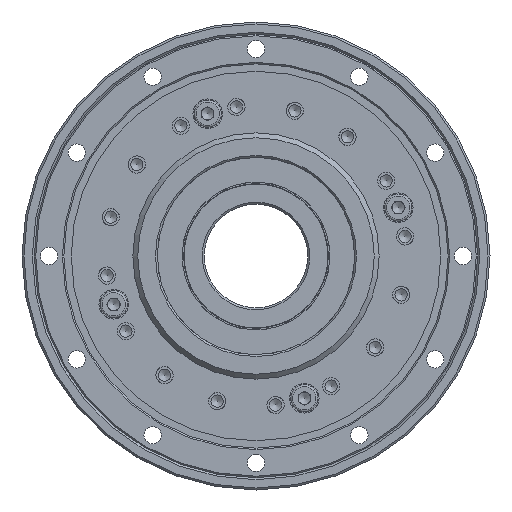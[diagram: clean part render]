
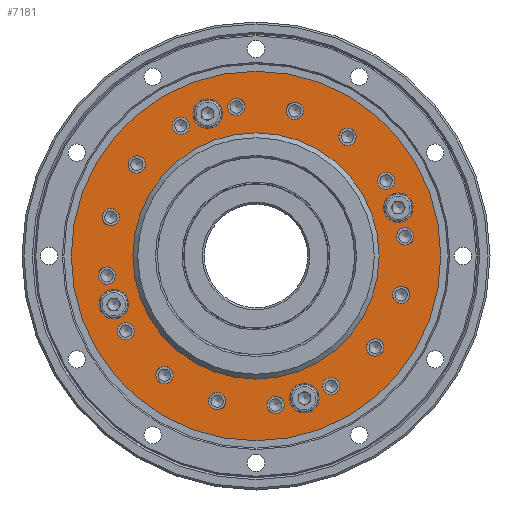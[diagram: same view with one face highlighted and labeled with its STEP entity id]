
A CAD part, front view. The second image highlights one B-rep face of the part: STEP entity #7181.
In plain terms, the highlighted face is planar.
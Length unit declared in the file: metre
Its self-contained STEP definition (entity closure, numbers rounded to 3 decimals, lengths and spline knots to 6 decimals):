
#1676=ORIENTED_EDGE('',*,*,#2845,.T.);
#1677=ORIENTED_EDGE('',*,*,#2846,.F.);
#1678=ORIENTED_EDGE('',*,*,#2847,.F.);
#1679=ORIENTED_EDGE('',*,*,#2848,.F.);
#1680=ORIENTED_EDGE('',*,*,#2849,.F.);
#1681=ORIENTED_EDGE('',*,*,#2850,.F.);
#1682=ORIENTED_EDGE('',*,*,#2851,.F.);
#1683=ORIENTED_EDGE('',*,*,#2852,.F.);
#1684=ORIENTED_EDGE('',*,*,#2853,.F.);
#1685=ORIENTED_EDGE('',*,*,#2854,.F.);
#1686=ORIENTED_EDGE('',*,*,#2855,.F.);
#1687=ORIENTED_EDGE('',*,*,#2856,.F.);
#1688=ORIENTED_EDGE('',*,*,#2857,.F.);
#1689=ORIENTED_EDGE('',*,*,#2858,.F.);
#1690=ORIENTED_EDGE('',*,*,#2859,.F.);
#1691=ORIENTED_EDGE('',*,*,#2860,.F.);
#1692=ORIENTED_EDGE('',*,*,#2861,.F.);
#1693=ORIENTED_EDGE('',*,*,#2862,.F.);
#1694=ORIENTED_EDGE('',*,*,#2863,.F.);
#1695=ORIENTED_EDGE('',*,*,#2864,.F.);
#1696=ORIENTED_EDGE('',*,*,#2865,.F.);
#1697=ORIENTED_EDGE('',*,*,#2866,.F.);
#2845=EDGE_CURVE('',#3546,#3546,#4210,.T.);
#2846=EDGE_CURVE('',#3547,#3547,#4211,.T.);
#2847=EDGE_CURVE('',#3548,#3548,#4212,.T.);
#2848=EDGE_CURVE('',#3549,#3549,#4213,.T.);
#2849=EDGE_CURVE('',#3550,#3550,#4214,.T.);
#2850=EDGE_CURVE('',#3551,#3551,#4215,.T.);
#2851=EDGE_CURVE('',#3552,#3552,#4216,.T.);
#2852=EDGE_CURVE('',#3553,#3553,#4217,.T.);
#2853=EDGE_CURVE('',#3554,#3554,#4218,.T.);
#2854=EDGE_CURVE('',#3555,#3555,#4219,.T.);
#2855=EDGE_CURVE('',#3556,#3556,#4220,.T.);
#2856=EDGE_CURVE('',#3557,#3557,#4221,.T.);
#2857=EDGE_CURVE('',#3558,#3558,#4222,.T.);
#2858=EDGE_CURVE('',#3559,#3559,#4223,.T.);
#2859=EDGE_CURVE('',#3560,#3560,#4224,.T.);
#2860=EDGE_CURVE('',#3561,#3561,#4225,.T.);
#2861=EDGE_CURVE('',#3562,#3562,#4226,.T.);
#2862=EDGE_CURVE('',#3563,#3563,#4227,.T.);
#2863=EDGE_CURVE('',#3564,#3564,#4228,.T.);
#2864=EDGE_CURVE('',#3565,#3565,#4229,.T.);
#2865=EDGE_CURVE('',#3566,#3566,#4230,.T.);
#2866=EDGE_CURVE('',#3567,#3567,#4231,.T.);
#3546=VERTEX_POINT('',#12369);
#3547=VERTEX_POINT('',#12371);
#3548=VERTEX_POINT('',#12373);
#3549=VERTEX_POINT('',#12375);
#3550=VERTEX_POINT('',#12377);
#3551=VERTEX_POINT('',#12379);
#3552=VERTEX_POINT('',#12381);
#3553=VERTEX_POINT('',#12383);
#3554=VERTEX_POINT('',#12385);
#3555=VERTEX_POINT('',#12387);
#3556=VERTEX_POINT('',#12389);
#3557=VERTEX_POINT('',#12391);
#3558=VERTEX_POINT('',#12393);
#3559=VERTEX_POINT('',#12395);
#3560=VERTEX_POINT('',#12397);
#3561=VERTEX_POINT('',#12399);
#3562=VERTEX_POINT('',#12401);
#3563=VERTEX_POINT('',#12403);
#3564=VERTEX_POINT('',#12405);
#3565=VERTEX_POINT('',#12407);
#3566=VERTEX_POINT('',#12409);
#3567=VERTEX_POINT('',#12411);
#4210=CIRCLE('',#8278,0.0375);
#4211=CIRCLE('',#8279,0.025);
#4212=CIRCLE('',#8280,0.00175);
#4213=CIRCLE('',#8281,0.00175);
#4214=CIRCLE('',#8282,0.00175);
#4215=CIRCLE('',#8283,0.00175);
#4216=CIRCLE('',#8284,0.00175);
#4217=CIRCLE('',#8285,0.00175);
#4218=CIRCLE('',#8286,0.00175);
#4219=CIRCLE('',#8287,0.00175);
#4220=CIRCLE('',#8288,0.00175);
#4221=CIRCLE('',#8289,0.00175);
#4222=CIRCLE('',#8290,0.00175);
#4223=CIRCLE('',#8291,0.00175);
#4224=CIRCLE('',#8292,0.00175);
#4225=CIRCLE('',#8293,0.00175);
#4226=CIRCLE('',#8294,0.00175);
#4227=CIRCLE('',#8295,0.00175);
#4228=CIRCLE('',#8296,0.003);
#4229=CIRCLE('',#8297,0.003);
#4230=CIRCLE('',#8298,0.003);
#4231=CIRCLE('',#8299,0.003);
#5008=EDGE_LOOP('',(#1676));
#5009=EDGE_LOOP('',(#1677));
#5010=EDGE_LOOP('',(#1678));
#5011=EDGE_LOOP('',(#1679));
#5012=EDGE_LOOP('',(#1680));
#5013=EDGE_LOOP('',(#1681));
#5014=EDGE_LOOP('',(#1682));
#5015=EDGE_LOOP('',(#1683));
#5016=EDGE_LOOP('',(#1684));
#5017=EDGE_LOOP('',(#1685));
#5018=EDGE_LOOP('',(#1686));
#5019=EDGE_LOOP('',(#1687));
#5020=EDGE_LOOP('',(#1688));
#5021=EDGE_LOOP('',(#1689));
#5022=EDGE_LOOP('',(#1690));
#5023=EDGE_LOOP('',(#1691));
#5024=EDGE_LOOP('',(#1692));
#5025=EDGE_LOOP('',(#1693));
#5026=EDGE_LOOP('',(#1694));
#5027=EDGE_LOOP('',(#1695));
#5028=EDGE_LOOP('',(#1696));
#5029=EDGE_LOOP('',(#1697));
#6152=FACE_BOUND('',#5008,.T.);
#6153=FACE_BOUND('',#5009,.T.);
#6154=FACE_BOUND('',#5010,.T.);
#6155=FACE_BOUND('',#5011,.T.);
#6156=FACE_BOUND('',#5012,.T.);
#6157=FACE_BOUND('',#5013,.T.);
#6158=FACE_BOUND('',#5014,.T.);
#6159=FACE_BOUND('',#5015,.T.);
#6160=FACE_BOUND('',#5016,.T.);
#6161=FACE_BOUND('',#5017,.T.);
#6162=FACE_BOUND('',#5018,.T.);
#6163=FACE_BOUND('',#5019,.T.);
#6164=FACE_BOUND('',#5020,.T.);
#6165=FACE_BOUND('',#5021,.T.);
#6166=FACE_BOUND('',#5022,.T.);
#6167=FACE_BOUND('',#5023,.T.);
#6168=FACE_BOUND('',#5024,.T.);
#6169=FACE_BOUND('',#5025,.T.);
#6170=FACE_BOUND('',#5026,.T.);
#6171=FACE_BOUND('',#5027,.T.);
#6172=FACE_BOUND('',#5028,.T.);
#6173=FACE_BOUND('',#5029,.T.);
#6884=PLANE('',#8277);
#7181=ADVANCED_FACE('',(#6152,#6153,#6154,#6155,#6156,#6157,#6158,#6159,
#6160,#6161,#6162,#6163,#6164,#6165,#6166,#6167,#6168,#6169,#6170,#6171,
#6172,#6173),#6884,.T.);
#8277=AXIS2_PLACEMENT_3D('',#12367,#9995,#9996);
#8278=AXIS2_PLACEMENT_3D('',#12368,#9997,#9998);
#8279=AXIS2_PLACEMENT_3D('',#12370,#9999,#10000);
#8280=AXIS2_PLACEMENT_3D('',#12372,#10001,#10002);
#8281=AXIS2_PLACEMENT_3D('',#12374,#10003,#10004);
#8282=AXIS2_PLACEMENT_3D('',#12376,#10005,#10006);
#8283=AXIS2_PLACEMENT_3D('',#12378,#10007,#10008);
#8284=AXIS2_PLACEMENT_3D('',#12380,#10009,#10010);
#8285=AXIS2_PLACEMENT_3D('',#12382,#10011,#10012);
#8286=AXIS2_PLACEMENT_3D('',#12384,#10013,#10014);
#8287=AXIS2_PLACEMENT_3D('',#12386,#10015,#10016);
#8288=AXIS2_PLACEMENT_3D('',#12388,#10017,#10018);
#8289=AXIS2_PLACEMENT_3D('',#12390,#10019,#10020);
#8290=AXIS2_PLACEMENT_3D('',#12392,#10021,#10022);
#8291=AXIS2_PLACEMENT_3D('',#12394,#10023,#10024);
#8292=AXIS2_PLACEMENT_3D('',#12396,#10025,#10026);
#8293=AXIS2_PLACEMENT_3D('',#12398,#10027,#10028);
#8294=AXIS2_PLACEMENT_3D('',#12400,#10029,#10030);
#8295=AXIS2_PLACEMENT_3D('',#12402,#10031,#10032);
#8296=AXIS2_PLACEMENT_3D('',#12404,#10033,#10034);
#8297=AXIS2_PLACEMENT_3D('',#12406,#10035,#10036);
#8298=AXIS2_PLACEMENT_3D('',#12408,#10037,#10038);
#8299=AXIS2_PLACEMENT_3D('',#12410,#10039,#10040);
#9995=DIRECTION('',(0.,0.,1.));
#9996=DIRECTION('',(1.,0.,0.));
#9997=DIRECTION('',(0.,0.,1.));
#9998=DIRECTION('',(1.,0.,0.));
#9999=DIRECTION('',(0.,0.,1.));
#10000=DIRECTION('',(1.,0.,0.));
#10001=DIRECTION('',(0.,0.,1.));
#10002=DIRECTION('',(1.,0.,0.));
#10003=DIRECTION('',(0.,0.,1.));
#10004=DIRECTION('',(0.924,0.383,0.));
#10005=DIRECTION('',(0.,0.,1.));
#10006=DIRECTION('',(0.707,0.707,0.));
#10007=DIRECTION('',(0.,0.,1.));
#10008=DIRECTION('',(0.383,0.924,0.));
#10009=DIRECTION('',(0.,0.,1.));
#10010=DIRECTION('',(0.,1.,0.));
#10011=DIRECTION('',(0.,0.,1.));
#10012=DIRECTION('',(-0.383,0.924,0.));
#10013=DIRECTION('',(0.,0.,1.));
#10014=DIRECTION('',(-0.707,0.707,0.));
#10015=DIRECTION('',(0.,0.,1.));
#10016=DIRECTION('',(-0.924,0.383,0.));
#10017=DIRECTION('',(0.,0.,1.));
#10018=DIRECTION('',(-1.,0.,0.));
#10019=DIRECTION('',(0.,0.,1.));
#10020=DIRECTION('',(-0.924,-0.383,0.));
#10021=DIRECTION('',(0.,0.,1.));
#10022=DIRECTION('',(-0.707,-0.707,0.));
#10023=DIRECTION('',(0.,0.,1.));
#10024=DIRECTION('',(-0.383,-0.924,0.));
#10025=DIRECTION('',(0.,0.,1.));
#10026=DIRECTION('',(0.,-1.,0.));
#10027=DIRECTION('',(0.,0.,1.));
#10028=DIRECTION('',(0.383,-0.924,0.));
#10029=DIRECTION('',(0.,0.,1.));
#10030=DIRECTION('',(0.707,-0.707,0.));
#10031=DIRECTION('',(0.,0.,1.));
#10032=DIRECTION('',(0.924,-0.383,0.));
#10033=DIRECTION('',(0.,0.,1.));
#10034=DIRECTION('',(1.,0.,0.));
#10035=DIRECTION('',(0.,0.,1.));
#10036=DIRECTION('',(1.,0.,0.));
#10037=DIRECTION('',(0.,0.,1.));
#10038=DIRECTION('',(1.,0.,0.));
#10039=DIRECTION('',(0.,0.,1.));
#10040=DIRECTION('',(1.,0.,0.));
#12367=CARTESIAN_POINT('',(0.,0.,0.009));
#12368=CARTESIAN_POINT('',(0.,0.,0.009));
#12369=CARTESIAN_POINT('',(0.0375,0.,0.009));
#12370=CARTESIAN_POINT('',(0.,0.,0.009));
#12371=CARTESIAN_POINT('',(0.025,0.,0.009));
#12372=CARTESIAN_POINT('',(0.,0.0305,0.009));
#12373=CARTESIAN_POINT('',(0.00175,0.0305,0.009));
#12374=CARTESIAN_POINT('',(-0.011672,0.028178,0.009));
#12375=CARTESIAN_POINT('',(-0.010055,0.028848,0.009));
#12376=CARTESIAN_POINT('',(-0.021567,0.021567,0.009));
#12377=CARTESIAN_POINT('',(-0.020329,0.022804,0.009));
#12378=CARTESIAN_POINT('',(-0.028178,0.011672,0.009));
#12379=CARTESIAN_POINT('',(-0.027509,0.013289,0.009));
#12380=CARTESIAN_POINT('',(-0.0305,0.,0.009));
#12381=CARTESIAN_POINT('',(-0.0305,0.00175,0.009));
#12382=CARTESIAN_POINT('',(-0.028178,-0.011672,0.009));
#12383=CARTESIAN_POINT('',(-0.028848,-0.010055,0.009));
#12384=CARTESIAN_POINT('',(-0.021567,-0.021567,0.009));
#12385=CARTESIAN_POINT('',(-0.022804,-0.020329,0.009));
#12386=CARTESIAN_POINT('',(-0.011672,-0.028178,0.009));
#12387=CARTESIAN_POINT('',(-0.013289,-0.027509,0.009));
#12388=CARTESIAN_POINT('',(0.,-0.0305,0.009));
#12389=CARTESIAN_POINT('',(-0.00175,-0.0305,0.009));
#12390=CARTESIAN_POINT('',(0.011672,-0.028178,0.009));
#12391=CARTESIAN_POINT('',(0.010055,-0.028848,0.009));
#12392=CARTESIAN_POINT('',(0.021567,-0.021567,0.009));
#12393=CARTESIAN_POINT('',(0.020329,-0.022804,0.009));
#12394=CARTESIAN_POINT('',(0.028178,-0.011672,0.009));
#12395=CARTESIAN_POINT('',(0.027509,-0.013289,0.009));
#12396=CARTESIAN_POINT('',(0.0305,0.,0.009));
#12397=CARTESIAN_POINT('',(0.0305,-0.00175,0.009));
#12398=CARTESIAN_POINT('',(0.028178,0.011672,0.009));
#12399=CARTESIAN_POINT('',(0.028848,0.010055,0.009));
#12400=CARTESIAN_POINT('',(0.021567,0.021567,0.009));
#12401=CARTESIAN_POINT('',(0.022804,0.020329,0.009));
#12402=CARTESIAN_POINT('',(0.011672,0.028178,0.009));
#12403=CARTESIAN_POINT('',(0.013289,0.027509,0.009));
#12404=CARTESIAN_POINT('',(0.00595,0.029914,0.009));
#12405=CARTESIAN_POINT('',(0.00895,0.029914,0.009));
#12406=CARTESIAN_POINT('',(-0.029914,0.00595,0.009));
#12407=CARTESIAN_POINT('',(-0.026914,0.00595,0.009));
#12408=CARTESIAN_POINT('',(-0.00595,-0.029914,0.009));
#12409=CARTESIAN_POINT('',(-0.00295,-0.029914,0.009));
#12410=CARTESIAN_POINT('',(0.029914,-0.00595,0.009));
#12411=CARTESIAN_POINT('',(0.032914,-0.00595,0.009));
